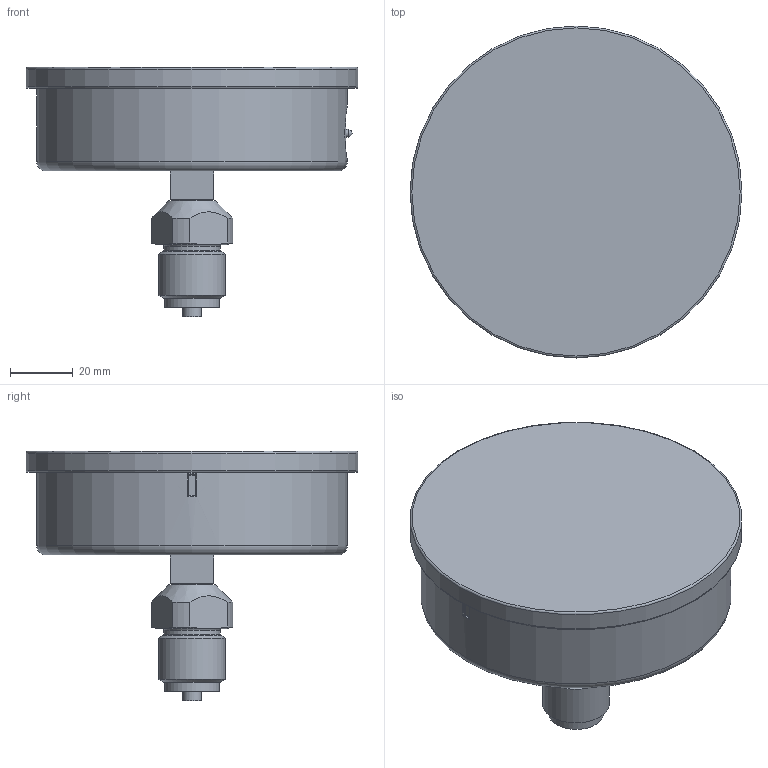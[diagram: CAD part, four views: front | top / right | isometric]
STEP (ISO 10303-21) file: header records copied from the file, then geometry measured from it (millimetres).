
FILE_DESCRIPTION(/* description */ (''),/* implementation_level */ '2;1');
FILE_NAME(/* name */ 'RF100EGly_D712_852XX712.stp',/* time_stamp */ '2018-01-24T13:40:24+01:00',/* author */ ('acgl'),/* organization */ (''),/* preprocessor_version */ 'ST-DEVELOPER v15.6',/* originating_system */ 'Autodesk Inventor 2015',/* authorisation */ '');
FILE_SCHEMA (('AUTOMOTIVE_DESIGN { 1 0 10303 214 3 1 1 }'));
Length unit declared in the file: centimetre
Products named in the file (1): RF100EGly_D712_852XX712
Bounding box: 105.8 x 105.8 x 79.6 mm (x, y, z)
Volume: 275535.7 mm3; surface area: 31095.1 mm2
Topology: 1 solids, 1 shells, 76 faces, 167 edges, 98 vertices
Faces by surface type: cylinder 24, plane 23, bspline 10, torus 7, cone 7, sphere 5
Full cylindrical faces by diameter (mm): 2.5 x1, 6 x1, 9.728 x1, 17.5 x1, 18 x1, 21.36 x1, 99 x1, 105.8 x1
Entity records: 2293 total; most frequent: CARTESIAN_POINT 685, DIRECTION 308, ORIENTED_EDGE 274, EDGE_CURVE 137, AXIS2_PLACEMENT_3D 134, EDGE_LOOP 104, VERTEX_POINT 91, STYLED_ITEM 77
